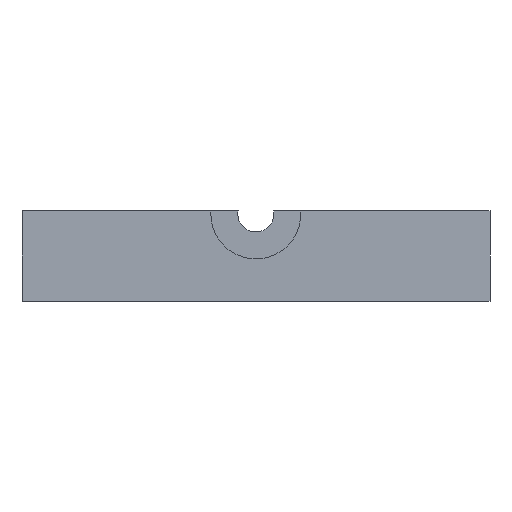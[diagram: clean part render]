
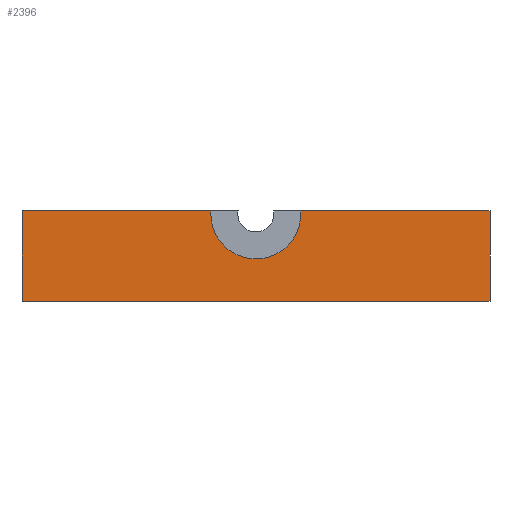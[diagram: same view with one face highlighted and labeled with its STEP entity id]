
A CAD part, front view. The second image highlights one B-rep face of the part: STEP entity #2396.
In plain terms, the highlighted planar face has unit normal (0, -1, 0).
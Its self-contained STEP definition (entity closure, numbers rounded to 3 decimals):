
#22=CIRCLE('',#2531,2.5);
#65=FACE_OUTER_BOUND('',#185,.T.);
#185=EDGE_LOOP('',(#1748,#1749,#1750,#1751,#1752,#1753));
#285=LINE('',#3268,#625);
#398=LINE('',#3493,#738);
#422=LINE('',#3542,#762);
#431=LINE('',#3560,#771);
#432=LINE('',#3562,#772);
#625=VECTOR('',#2652,10.);
#738=VECTOR('',#2813,10.);
#762=VECTOR('',#2839,10.);
#771=VECTOR('',#2852,10.);
#772=VECTOR('',#2855,10.);
#964=VERTEX_POINT('',#3265);
#965=VERTEX_POINT('',#3267);
#1053=VERTEX_POINT('',#3491);
#1076=VERTEX_POINT('',#3539);
#1077=VERTEX_POINT('',#3541);
#1084=VERTEX_POINT('',#3559);
#1201=EDGE_CURVE('',#965,#964,#285,.T.);
#1314=EDGE_CURVE('',#964,#1053,#398,.T.);
#1338=EDGE_CURVE('',#1077,#1076,#422,.T.);
#1347=EDGE_CURVE('',#1076,#1084,#431,.T.);
#1348=EDGE_CURVE('',#1084,#965,#22,.T.);
#1349=EDGE_CURVE('',#1053,#1077,#432,.T.);
#1748=ORIENTED_EDGE('',*,*,#1338,.T.);
#1749=ORIENTED_EDGE('',*,*,#1347,.T.);
#1750=ORIENTED_EDGE('',*,*,#1348,.T.);
#1751=ORIENTED_EDGE('',*,*,#1201,.T.);
#1752=ORIENTED_EDGE('',*,*,#1314,.T.);
#1753=ORIENTED_EDGE('',*,*,#1349,.T.);
#2283=PLANE('',#2530);
#2396=ADVANCED_FACE('',(#65),#2283,.T.);
#2530=AXIS2_PLACEMENT_3D('',#3558,#2850,#2851);
#2531=AXIS2_PLACEMENT_3D('',#3561,#2853,#2854);
#2652=DIRECTION('',(-1.,0.,0.));
#2813=DIRECTION('',(0.,0.,-1.));
#2839=DIRECTION('',(0.,0.,1.));
#2850=DIRECTION('center_axis',(0.,-1.,0.));
#2851=DIRECTION('ref_axis',(-1.,0.,0.));
#2852=DIRECTION('',(-1.,0.,0.));
#2853=DIRECTION('center_axis',(0.,1.,0.));
#2854=DIRECTION('ref_axis',(1.,0.,0.));
#2855=DIRECTION('',(1.,0.,0.));
#3265=CARTESIAN_POINT('',(8.,-2.,0.));
#3267=CARTESIAN_POINT('',(18.486,-2.,0.));
#3268=CARTESIAN_POINT('',(108.,-2.,0.));
#3491=CARTESIAN_POINT('',(8.,-2.,-5.));
#3493=CARTESIAN_POINT('',(8.,-2.,0.));
#3539=CARTESIAN_POINT('',(33.98,-2.,0.));
#3541=CARTESIAN_POINT('',(33.98,-2.,-5.));
#3542=CARTESIAN_POINT('',(33.98,-2.,0.));
#3558=CARTESIAN_POINT('Origin',(143.,-2.,0.));
#3559=CARTESIAN_POINT('',(23.476,-2.,0.));
#3560=CARTESIAN_POINT('',(108.,-2.,0.));
#3561=CARTESIAN_POINT('Origin',(20.981,-2.,-0.163));
#3562=CARTESIAN_POINT('',(108.,-2.,-5.));
